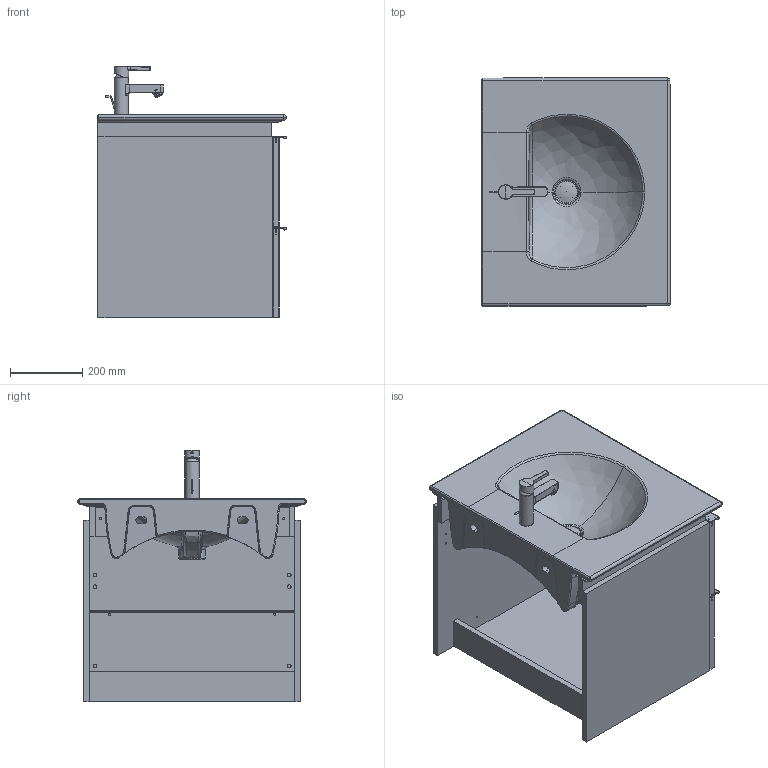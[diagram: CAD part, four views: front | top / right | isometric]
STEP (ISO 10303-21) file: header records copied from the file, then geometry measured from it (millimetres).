
FILE_DESCRIPTION((''),'2;1');
FILE_NAME('049963_6470.stp','2011-05-18T17:48:02',('Administrator'),(''),'Autodesk Inventor 2011','Autodesk Inventor 2011','');
FILE_SCHEMA(('AUTOMOTIVE_DESIGN { 1 0 10303 214 1 1 1 1 }'));
Length unit declared in the file: millimetre
Products named in the file (12): 049963_6470; 049963; Armatur Aufsatzbecken 049953; Sieb; Griff; Fassung Sieb; Gehäuse; Gleitring; Hebel; Kelch; Stopfen; 6470
Assembly tree (11 placements, depth 3):
  049963_6470
    049963
    Armatur Aufsatzbecken 049953
      Sieb
      Griff
      Fassung Sieb
      Gehäuse
      Gleitring
      Hebel
    Kelch
    Stopfen
    6470
Bounding box: 520.92 x 630.27 x 695.06 mm (x, y, z)
Volume: 30253790.9 mm3; surface area: 3906134.7 mm2
Topology: 17 solids, 23 shells, 994 faces, 2797 edges, 1791 vertices
Faces by surface type: plane 540, cylinder 231, bspline 161, torus 28, cone 24, sphere 10
Full cylindrical faces by diameter (mm): 1.039 x1, 2.5 x6, 4 x2, 4.3 x1, 5 x40, 5.2 x1, 5.5 x1, 6.5 x1, 8 x32, 10 x8, 10.5 x1, 12.5 x1, 13.905 x1, 17 x1, 17.773 x1, 18 x1, 20 x1, 20.15 x1, 23.15 x1, 24.5 x1, 35 x1, 40 x2, 42 x1, 44 x1, 49 x1, 60 x1
Entity records: 52181 total; most frequent: CARTESIAN_POINT 26532, DIRECTION 5051, ORIENTED_EDGE 4844, EDGE_CURVE 2633, AXIS2_PLACEMENT_3D 1888, VERTEX_POINT 1767, VECTOR 1275, LINE 1275
